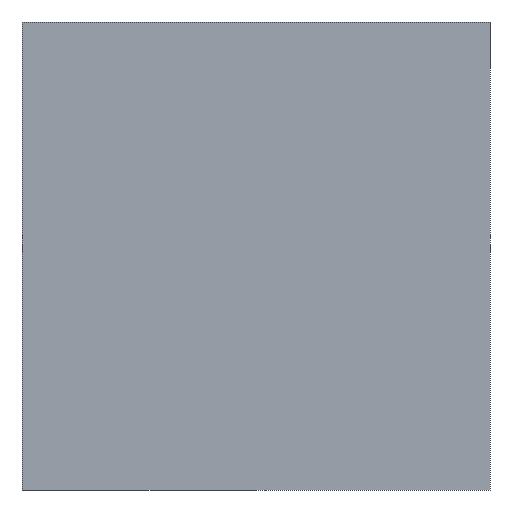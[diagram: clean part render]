
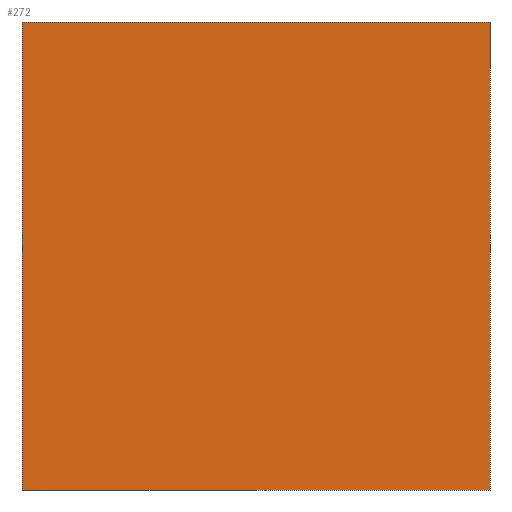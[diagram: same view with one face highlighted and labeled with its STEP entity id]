
A CAD part, left-side view. The second image highlights one B-rep face of the part: STEP entity #272.
In plain terms, the highlighted planar face has unit normal (-1, 0, 0).
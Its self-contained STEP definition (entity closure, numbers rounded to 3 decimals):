
#63=CARTESIAN_POINT('Vertex',(-50.,-50.,50.)) ;
#66=CARTESIAN_POINT('Line Origine',(-50.,-50.,0.)) ;
#70=CARTESIAN_POINT('Vertex',(-50.,-50.,-50.)) ;
#230=CARTESIAN_POINT('Line Origine',(-50.,0.,-50.)) ;
#234=CARTESIAN_POINT('Vertex',(-50.,50.,-50.)) ;
#249=CARTESIAN_POINT('Axis2P3D Location',(-50.,-50.,0.)) ;
#254=CARTESIAN_POINT('Line Origine',(-50.,50.,0.)) ;
#258=CARTESIAN_POINT('Vertex',(-50.,50.,50.)) ;
#261=CARTESIAN_POINT('Line Origine',(-50.,0.,50.)) ;
#68=VECTOR('Line Direction',#67,1.) ;
#232=VECTOR('Line Direction',#231,1.) ;
#256=VECTOR('Line Direction',#255,1.) ;
#263=VECTOR('Line Direction',#262,1.) ;
#67=DIRECTION('Vector Direction',(0.,0.,1.)) ;
#231=DIRECTION('Vector Direction',(0.,1.,0.)) ;
#250=DIRECTION('Axis2P3D Direction',(1.,0.,0.)) ;
#251=DIRECTION('Axis2P3D XDirection',(0.,1.,0.)) ;
#255=DIRECTION('Vector Direction',(0.,0.,1.)) ;
#262=DIRECTION('Vector Direction',(0.,1.,0.)) ;
#252=AXIS2_PLACEMENT_3D('Plane Axis2P3D',#249,#250,#251) ;
#69=LINE('Line',#66,#68) ;
#233=LINE('Line',#230,#232) ;
#257=LINE('Line',#254,#256) ;
#264=LINE('Line',#261,#263) ;
#253=PLANE('',#252) ;
#72=EDGE_CURVE('',#71,#64,#69,.T.) ;
#236=EDGE_CURVE('',#235,#71,#233,.F.) ;
#260=EDGE_CURVE('',#235,#259,#257,.T.) ;
#265=EDGE_CURVE('',#259,#64,#264,.F.) ;
#266=EDGE_LOOP('',(#267,#268,#269,#270)) ;
#267=ORIENTED_EDGE('',*,*,#260,.F.) ;
#268=ORIENTED_EDGE('',*,*,#236,.T.) ;
#269=ORIENTED_EDGE('',*,*,#72,.T.) ;
#270=ORIENTED_EDGE('',*,*,#265,.F.) ;
#64=VERTEX_POINT('',#63) ;
#71=VERTEX_POINT('',#70) ;
#235=VERTEX_POINT('',#234) ;
#259=VERTEX_POINT('',#258) ;
#272=ADVANCED_FACE('PartBody',(#271),#253,.F.) ;
#271=FACE_OUTER_BOUND('',#266,.T.) ;
